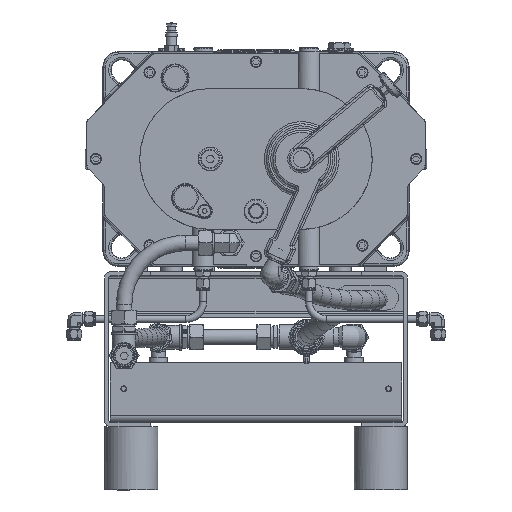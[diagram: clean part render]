
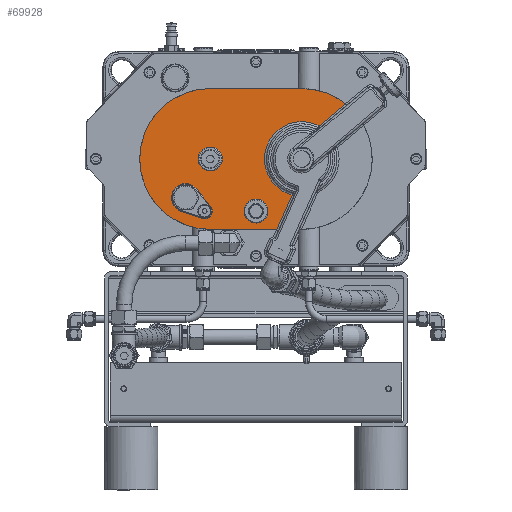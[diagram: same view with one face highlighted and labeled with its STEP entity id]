
A CAD part, front view. The second image highlights one B-rep face of the part: STEP entity #69928.
In plain terms, the highlighted planar face has unit normal (0, -1, 0).
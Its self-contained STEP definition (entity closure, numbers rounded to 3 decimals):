
#4960=LINE('',#125454,#9878);
#4963=LINE('',#125461,#9881);
#4981=LINE('',#125533,#9899);
#5025=LINE('',#125837,#9943);
#5032=LINE('',#125859,#9950);
#5033=LINE('',#125864,#9951);
#9878=VECTOR('',#88888,1.);
#9881=VECTOR('',#88897,1.);
#9899=VECTOR('',#88963,1.);
#9943=VECTOR('',#89147,1.);
#9950=VECTOR('',#89164,1.);
#9951=VECTOR('',#89169,1.);
#14035=FACE_BOUND('',#22238,.T.);
#14036=FACE_BOUND('',#22239,.T.);
#14037=FACE_BOUND('',#22240,.T.);
#15080=PLANE('',#75638);
#17902=FACE_OUTER_BOUND('',#22237,.T.);
#22237=EDGE_LOOP('',(#55003,#55004,#55005,#55006,#55007,#55008,#55009,#55010));
#22238=EDGE_LOOP('',(#55011,#55012));
#22239=EDGE_LOOP('',(#55013,#55014,#55015,#55016));
#22240=EDGE_LOOP('',(#55017,#55018));
#26498=CIRCLE('',#75530,53.);
#26499=CIRCLE('',#75532,17.);
#26500=CIRCLE('',#75533,17.);
#26501=CIRCLE('',#75535,11.);
#26502=CIRCLE('',#75538,20.);
#26503=CIRCLE('',#75541,17.);
#26504=CIRCLE('',#75542,17.);
#26544=CIRCLE('',#75639,3.);
#26545=CIRCLE('',#75640,100.);
#26546=CIRCLE('',#75641,100.);
#31530=VERTEX_POINT('',#124527);
#31619=VERTEX_POINT('',#125429);
#31622=VERTEX_POINT('',#125441);
#31623=VERTEX_POINT('',#125443);
#31624=VERTEX_POINT('',#125447);
#31625=VERTEX_POINT('',#125449);
#31626=VERTEX_POINT('',#125453);
#31627=VERTEX_POINT('',#125457);
#31628=VERTEX_POINT('',#125463);
#31629=VERTEX_POINT('',#125465);
#31656=VERTEX_POINT('',#125529);
#31711=VERTEX_POINT('',#125832);
#31720=VERTEX_POINT('',#125857);
#31721=VERTEX_POINT('',#125858);
#31722=VERTEX_POINT('',#125861);
#31723=VERTEX_POINT('',#125863);
#39982=EDGE_CURVE('',#31530,#31619,#26498,.T.);
#39984=EDGE_CURVE('',#31623,#31622,#26499,.T.);
#39985=EDGE_CURVE('',#31622,#31623,#26500,.T.);
#39987=EDGE_CURVE('',#31625,#31624,#26501,.T.);
#39989=EDGE_CURVE('',#31626,#31625,#4960,.T.);
#39991=EDGE_CURVE('',#31627,#31626,#26502,.T.);
#39993=EDGE_CURVE('',#31624,#31627,#4963,.T.);
#39995=EDGE_CURVE('',#31628,#31629,#26503,.T.);
#39996=EDGE_CURVE('',#31629,#31628,#26504,.T.);
#40025=EDGE_CURVE('',#31656,#31530,#4981,.T.);
#40115=EDGE_CURVE('',#31619,#31711,#5025,.T.);
#40124=EDGE_CURVE('',#31720,#31721,#5032,.T.);
#40125=EDGE_CURVE('',#31721,#31656,#26544,.T.);
#40126=EDGE_CURVE('',#31711,#31722,#26545,.T.);
#40127=EDGE_CURVE('',#31722,#31723,#5033,.T.);
#40128=EDGE_CURVE('',#31723,#31720,#26546,.T.);
#55003=ORIENTED_EDGE('',*,*,#40124,.T.);
#55004=ORIENTED_EDGE('',*,*,#40125,.T.);
#55005=ORIENTED_EDGE('',*,*,#40025,.T.);
#55006=ORIENTED_EDGE('',*,*,#39982,.T.);
#55007=ORIENTED_EDGE('',*,*,#40115,.T.);
#55008=ORIENTED_EDGE('',*,*,#40126,.T.);
#55009=ORIENTED_EDGE('',*,*,#40127,.T.);
#55010=ORIENTED_EDGE('',*,*,#40128,.T.);
#55011=ORIENTED_EDGE('',*,*,#39996,.F.);
#55012=ORIENTED_EDGE('',*,*,#39995,.F.);
#55013=ORIENTED_EDGE('',*,*,#39993,.T.);
#55014=ORIENTED_EDGE('',*,*,#39991,.T.);
#55015=ORIENTED_EDGE('',*,*,#39989,.T.);
#55016=ORIENTED_EDGE('',*,*,#39987,.T.);
#55017=ORIENTED_EDGE('',*,*,#39984,.T.);
#55018=ORIENTED_EDGE('',*,*,#39985,.T.);
#69928=ADVANCED_FACE('',(#17902,#14035,#14036,#14037),#15080,.T.);
#75530=AXIS2_PLACEMENT_3D('',#125439,#88871,#88872);
#75532=AXIS2_PLACEMENT_3D('',#125444,#88876,#88877);
#75533=AXIS2_PLACEMENT_3D('',#125445,#88878,#88879);
#75535=AXIS2_PLACEMENT_3D('',#125450,#88883,#88884);
#75538=AXIS2_PLACEMENT_3D('',#125458,#88892,#88893);
#75541=AXIS2_PLACEMENT_3D('',#125466,#88901,#88902);
#75542=AXIS2_PLACEMENT_3D('',#125467,#88903,#88904);
#75638=AXIS2_PLACEMENT_3D('',#125856,#89162,#89163);
#75639=AXIS2_PLACEMENT_3D('',#125860,#89165,#89166);
#75640=AXIS2_PLACEMENT_3D('',#125862,#89167,#89168);
#75641=AXIS2_PLACEMENT_3D('',#125865,#89170,#89171);
#88871=DIRECTION('center_axis',(0.,1.,0.));
#88872=DIRECTION('ref_axis',(-1.,0.,0.));
#88876=DIRECTION('center_axis',(0.,1.,0.));
#88877=DIRECTION('ref_axis',(-1.,0.,0.));
#88878=DIRECTION('center_axis',(0.,1.,0.));
#88879=DIRECTION('ref_axis',(-1.,0.,0.));
#88883=DIRECTION('center_axis',(0.,1.,0.));
#88884=DIRECTION('ref_axis',(0.777,0.,0.63));
#88888=DIRECTION('',(0.63,0.,-0.777));
#88892=DIRECTION('center_axis',(0.,1.,0.));
#88893=DIRECTION('ref_axis',(-0.331,0.,-0.944));
#88897=DIRECTION('',(-0.944,0.,0.331));
#88901=DIRECTION('center_axis',(0.,-1.,0.));
#88902=DIRECTION('ref_axis',(-1.,0.,0.));
#88903=DIRECTION('center_axis',(0.,-1.,0.));
#88904=DIRECTION('ref_axis',(-1.,0.,0.));
#88963=DIRECTION('',(0.407,0.,0.914));
#89147=DIRECTION('',(0.766,0.,0.643));
#89162=DIRECTION('center_axis',(0.,-1.,0.));
#89163=DIRECTION('ref_axis',(-1.,0.,0.));
#89164=DIRECTION('',(1.,0.,0.));
#89165=DIRECTION('center_axis',(0.,1.,0.));
#89166=DIRECTION('ref_axis',(-1.,0.,0.));
#89167=DIRECTION('center_axis',(0.,-1.,0.));
#89168=DIRECTION('ref_axis',(0.646,0.,0.764));
#89169=DIRECTION('',(-1.,0.,0.));
#89170=DIRECTION('center_axis',(0.,-1.,0.));
#89171=DIRECTION('ref_axis',(0.,0.,
1.));
#124527=CARTESIAN_POINT('',(51.202,-120.5,-51.173));
#125429=CARTESIAN_POINT('',(89.743,-120.5,46.87));
#125439=CARTESIAN_POINT('Origin',(65.,-120.5,0.));
#125441=CARTESIAN_POINT('',(-48.,-120.5,0.));
#125443=CARTESIAN_POINT('',(-82.,-120.5,0.));
#125444=CARTESIAN_POINT('Origin',(-65.,-120.5,0.));
#125445=CARTESIAN_POINT('Origin',(-65.,-120.5,0.));
#125447=CARTESIAN_POINT('',(-76.638,-120.5,-84.381));
#125449=CARTESIAN_POINT('',(-64.457,-120.5,-67.071));
#125450=CARTESIAN_POINT('Origin',(-73.,-120.5,-74.));
#125453=CARTESIAN_POINT('',(-84.467,-120.5,-42.401));
#125454=CARTESIAN_POINT('',(-84.467,-120.5,-42.401));
#125457=CARTESIAN_POINT('',(-106.615,-120.5,-73.874));
#125458=CARTESIAN_POINT('Origin',(-100.,-120.5,-55.));
#125461=CARTESIAN_POINT('',(-76.638,-120.5,-84.381));
#125463=CARTESIAN_POINT('',(17.,-120.5,-74.));
#125465=CARTESIAN_POINT('',(-17.,-120.5,-74.));
#125466=CARTESIAN_POINT('Origin',(0.,-120.5,
-74.));
#125467=CARTESIAN_POINT('Origin',(0.,-120.5,
-74.));
#125529=CARTESIAN_POINT('',(29.347,-120.5,-100.259));
#125533=CARTESIAN_POINT('',(52.68,-120.5,-47.854));
#125832=CARTESIAN_POINT('',(127.201,-120.5,78.301));
#125837=CARTESIAN_POINT('',(127.634,-120.5,78.664));
#125856=CARTESIAN_POINT('Origin',(173.35,-120.5,110.1));
#125857=CARTESIAN_POINT('',(-65.,-120.5,-100.));
#125858=CARTESIAN_POINT('',(28.127,-120.5,-100.));
#125859=CARTESIAN_POINT('',(-65.,-120.5,-100.));
#125860=CARTESIAN_POINT('Origin',(28.127,-120.5,-103.));
#125861=CARTESIAN_POINT('',(65.,-120.5,100.));
#125862=CARTESIAN_POINT('Origin',(65.,-120.5,0.));
#125863=CARTESIAN_POINT('',(-65.,-120.5,100.));
#125864=CARTESIAN_POINT('',(65.,-120.5,100.));
#125865=CARTESIAN_POINT('Origin',(-65.,-120.5,0.));
